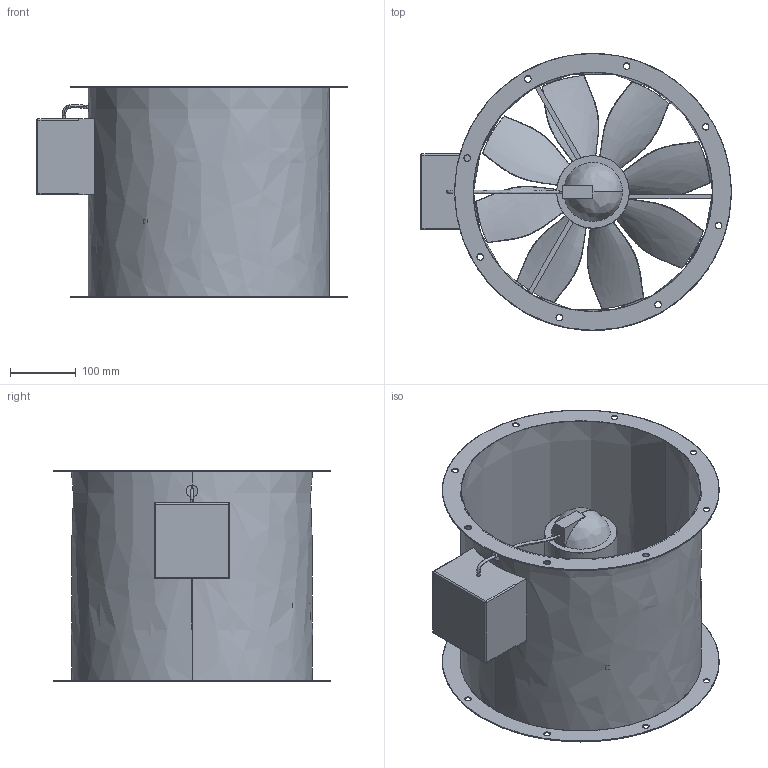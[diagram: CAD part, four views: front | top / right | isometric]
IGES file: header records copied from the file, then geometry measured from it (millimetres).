
Start section: SolidWorks IGES file using analytic representation for surfaces
Global section: file name: DZR 35 Ex.IGS; native system: SolidWorks 2021; preprocessor: SolidWorks 2021; author: sehling; date: 240610.092247; units: millimetre
Bounding box: 471.5 x 420 x 320 mm (x, y, z)
Surface area: 1177803.6 mm2 (no closed solid volume)
Topology: 0 solids, 0 shells, 165 faces, 3842 edges, 3838 vertices
Faces by surface type: bspline 93, revolution 72
